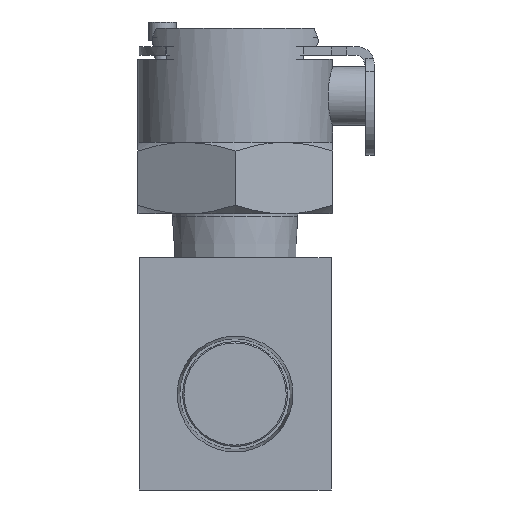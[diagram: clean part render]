
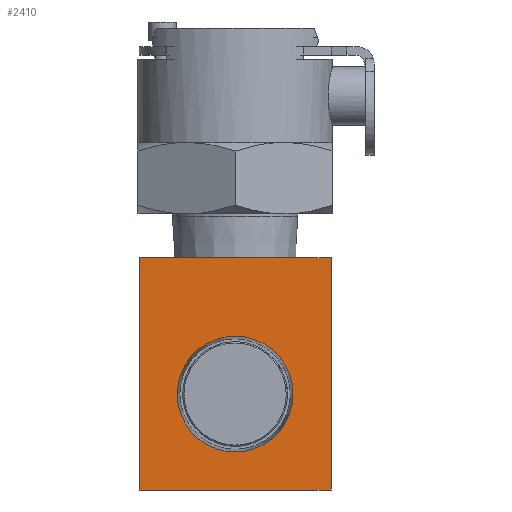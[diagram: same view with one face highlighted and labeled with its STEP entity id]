
A CAD part, left-side view. The second image highlights one B-rep face of the part: STEP entity #2410.
In plain terms, the highlighted planar face has unit normal (-1, 0, 0).
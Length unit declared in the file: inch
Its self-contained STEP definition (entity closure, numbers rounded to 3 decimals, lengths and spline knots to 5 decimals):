
#2410=ADVANCED_FACE('',(#5477,#5478),#5479,.F.);
#5477=FACE_BOUND('',#9284,.T.);
#5478=FACE_OUTER_BOUND('',#9285,.T.);
#5479=PLANE('',#9286);
#9284=EDGE_LOOP('',(#17331));
#9285=EDGE_LOOP('',(#17332,#17333,#17334,#17335));
#9286=AXIS2_PLACEMENT_3D('',#17336,#17337,#17338);
#17331=ORIENTED_EDGE('',*,*,#25954,.F.);
#17332=ORIENTED_EDGE('',*,*,#25983,.T.);
#17333=ORIENTED_EDGE('',*,*,#24221,.F.);
#17334=ORIENTED_EDGE('',*,*,#25979,.F.);
#17335=ORIENTED_EDGE('',*,*,#24330,.T.);
#17336=CARTESIAN_POINT('',(-0.75,0.23111,0.75));
#17337=DIRECTION('',(1.0,0.0,0.0));
#17338=DIRECTION('',(0.0,0.0,-1.0));
#24221=EDGE_CURVE('',#29035,#29030,#29037,.T.);
#24330=EDGE_CURVE('',#29254,#29252,#29255,.T.);
#25954=EDGE_CURVE('',#31549,#31549,#31550,.T.);
#25979=EDGE_CURVE('',#29254,#29035,#31584,.T.);
#25983=EDGE_CURVE('',#29252,#29030,#31588,.T.);
#29030=VERTEX_POINT('',#36125);
#29035=VERTEX_POINT('',#36132);
#29037=LINE('',#36135,#36136);
#29252=VERTEX_POINT('',#36456);
#29254=VERTEX_POINT('',#36459);
#29255=LINE('',#36460,#36461);
#31549=VERTEX_POINT('',#39867);
#31550=CIRCLE('',#39868,0.187);
#31584=LINE('',#39904,#39905);
#31588=LINE('',#39910,#39911);
#36125=CARTESIAN_POINT('',(-0.75,-0.38889,0.0));
#36132=CARTESIAN_POINT('',(-0.75,-0.38889,0.75));
#36135=CARTESIAN_POINT('',(-0.75,-0.38889,0.75));
#36136=VECTOR('',#47306,1.0);
#36456=CARTESIAN_POINT('',(-0.75,0.23111,0.0));
#36459=CARTESIAN_POINT('',(-0.75,0.23111,0.75));
#36460=CARTESIAN_POINT('',(-0.75,0.23111,0.75));
#36461=VECTOR('',#47416,1.0);
#39867=CARTESIAN_POINT('',(-0.75,-0.26589,0.31));
#39868=AXIS2_PLACEMENT_3D('',#48604,#48605,#48606);
#39904=CARTESIAN_POINT('',(-0.75,0.23111,0.75));
#39905=VECTOR('',#48639,1.0);
#39910=CARTESIAN_POINT('',(-0.75,0.23111,0.0));
#39911=VECTOR('',#48641,1.0);
#47306=DIRECTION('',(0.0,0.0,-1.0));
#47416=DIRECTION('',(0.0,0.0,-1.0));
#48604=CARTESIAN_POINT('',(-0.75,-0.07889,0.31));
#48605=DIRECTION('',(-1.0,0.,0.0));
#48606=DIRECTION('',(0.,-1.0,0.0));
#48639=DIRECTION('',(0.0,-1.0,0.0));
#48641=DIRECTION('',(0.0,-1.0,0.0));
